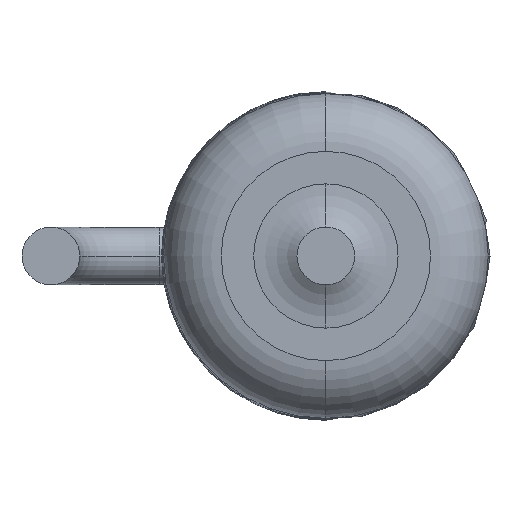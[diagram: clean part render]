
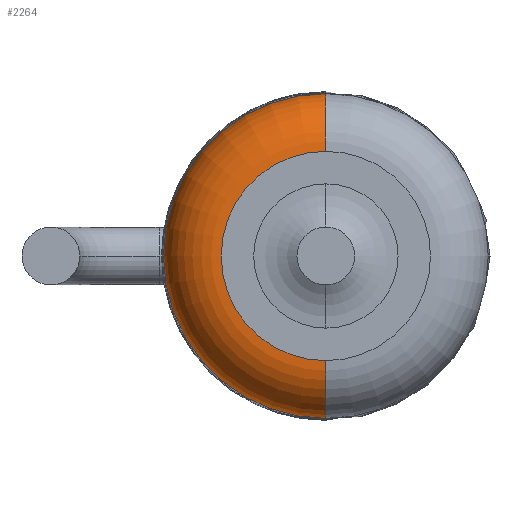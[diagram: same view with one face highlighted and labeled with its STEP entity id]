
A CAD part, front view. The second image highlights one B-rep face of the part: STEP entity #2264.
In plain terms, the highlighted toroidal (fillet/blend) face has major radius 1.45 mm and minor radius 0.8 mm.
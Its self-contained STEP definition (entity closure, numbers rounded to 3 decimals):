
#22 = CARTESIAN_POINT ( 'NONE',  ( 0., -5.5, 0. ) ) ;
#80 = VERTEX_POINT ( 'NONE', #1966 ) ;
#112 = ORIENTED_EDGE ( 'NONE', *, *, #2348, .F. ) ;
#157 = AXIS2_PLACEMENT_3D ( 'NONE', #22, #626, #640 ) ;
#575 = DIRECTION ( 'NONE',  ( 0., 0., 1. ) ) ;
#608 = AXIS2_PLACEMENT_3D ( 'NONE', #2556, #847, #2108 ) ;
#626 = DIRECTION ( 'NONE',  ( 0., -1., 0. ) ) ;
#640 = DIRECTION ( 'NONE',  ( 0., 0., 1. ) ) ;
#666 = EDGE_CURVE ( 'NONE', #80, #2436, #1797, .T. ) ;
#684 = EDGE_CURVE ( 'NONE', #1395, #2436, #2281, .T. ) ;
#725 = DIRECTION ( 'NONE',  ( 0., 0., 1. ) ) ;
#763 = EDGE_LOOP ( 'NONE', ( #880, #112, #2335, #960 ) ) ;
#824 = CIRCLE ( 'NONE', #1110, 0.8 ) ;
#847 = DIRECTION ( 'NONE',  ( 0., 1., 0. ) ) ;
#880 = ORIENTED_EDGE ( 'NONE', *, *, #2083, .F. ) ;
#889 = CARTESIAN_POINT ( 'NONE',  ( 0., -5.5, 1.45 ) ) ;
#949 = VERTEX_POINT ( 'NONE', #2114 ) ;
#960 = ORIENTED_EDGE ( 'NONE', *, *, #666, .F. ) ;
#1072 = AXIS2_PLACEMENT_3D ( 'NONE', #1760, #1586, #725 ) ;
#1110 = AXIS2_PLACEMENT_3D ( 'NONE', #2382, #2591, #1762 ) ;
#1395 = VERTEX_POINT ( 'NONE', #889 ) ;
#1432 = CIRCLE ( 'NONE', #157, 1.45 ) ;
#1586 = DIRECTION ( 'NONE',  ( 0., 1., 0. ) ) ;
#1612 = TOROIDAL_SURFACE ( 'NONE', #608, 1.45, 0.8 ) ;
#1760 = CARTESIAN_POINT ( 'NONE',  ( 0., -4.7, 0. ) ) ;
#1762 = DIRECTION ( 'NONE',  ( 0., 0., -1. ) ) ;
#1797 = CIRCLE ( 'NONE', #1072, 2.25 ) ;
#1854 = CARTESIAN_POINT ( 'NONE',  ( 0., -4.7, 2.25 ) ) ;
#1966 = CARTESIAN_POINT ( 'NONE',  ( 0., -4.7, -2.25 ) ) ;
#2021 = CARTESIAN_POINT ( 'NONE',  ( 0., -4.7, 1.45 ) ) ;
#2083 = EDGE_CURVE ( 'NONE', #949, #80, #824, .T. ) ;
#2108 = DIRECTION ( 'NONE',  ( 0., 0., 1. ) ) ;
#2114 = CARTESIAN_POINT ( 'NONE',  ( 0., -5.5, -1.45 ) ) ;
#2264 = ADVANCED_FACE ( 'NONE', ( #2454 ), #1612, .T. ) ;
#2281 = CIRCLE ( 'NONE', #2500, 0.8 ) ;
#2335 = ORIENTED_EDGE ( 'NONE', *, *, #684, .T. ) ;
#2348 = EDGE_CURVE ( 'NONE', #1395, #949, #1432, .T. ) ;
#2382 = CARTESIAN_POINT ( 'NONE',  ( 0., -4.7, -1.45 ) ) ;
#2436 = VERTEX_POINT ( 'NONE', #1854 ) ;
#2454 = FACE_OUTER_BOUND ( 'NONE', #763, .T. ) ;
#2500 = AXIS2_PLACEMENT_3D ( 'NONE', #2021, #2674, #575 ) ;
#2556 = CARTESIAN_POINT ( 'NONE',  ( 0., -4.7, 0. ) ) ;
#2591 = DIRECTION ( 'NONE',  ( 1., 0., 0. ) ) ;
#2674 = DIRECTION ( 'NONE',  ( -1., 0., 0. ) ) ;
